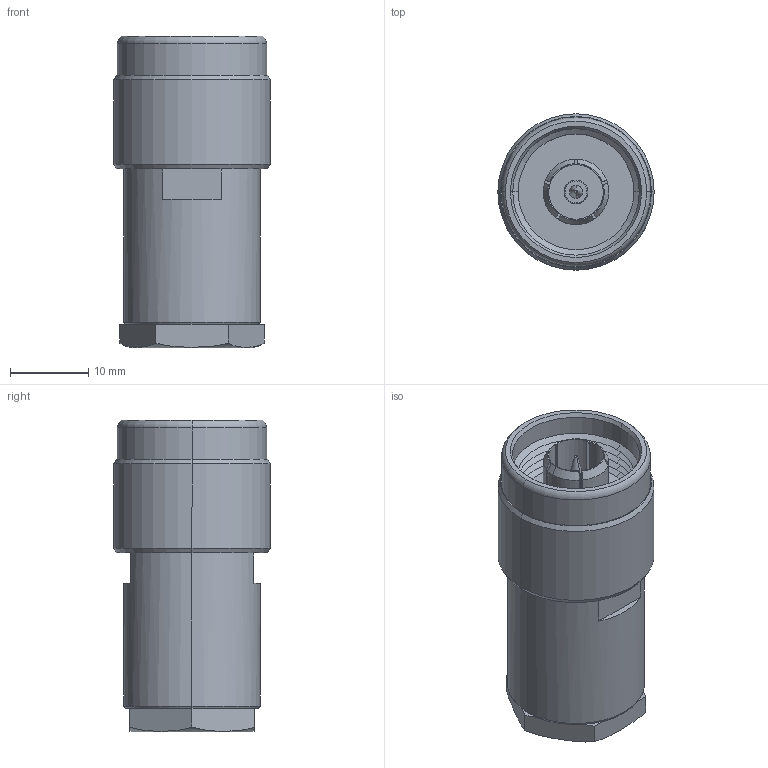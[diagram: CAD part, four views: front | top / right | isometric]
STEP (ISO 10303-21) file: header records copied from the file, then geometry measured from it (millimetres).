
FILE_DESCRIPTION (( 'STEP AP203' ), '1' );
FILE_NAME ('ANM-2400.STEP', '2014-06-18T13:34:31', ( 'x' ), ( '' ), 'SwSTEP 2.0', 'SolidWorks 2014', '' );
FILE_SCHEMA (( 'CONFIG_CONTROL_DESIGN' ));
Length unit declared in the file: inch
Products named in the file (8): ANM-2400; ANM-2400-MA3; ANM-2400-MA4; ANM-2400-MA8; ANM-2400-MA6; ANM-2400-MA2; ANM-2400-MA7; ANM-2400-MA5
Assembly tree (7 placements, depth 2):
  ANM-2400
    ANM-2400-MA3
    ANM-2400-MA4
    ANM-2400-MA8
    ANM-2400-MA6
    ANM-2400-MA2
    ANM-2400-MA7
    ANM-2400-MA5
Bounding box: 20 x 20 x 39.9 mm (x, y, z)
Volume: 6930.7 mm3; surface area: 7730.1 mm2
Topology: 7 solids, 7 shells, 227 faces, 494 edges, 291 vertices
Faces by surface type: cone 96, cylinder 69, plane 54, torus 6, sphere 2
Entity records: 7171 total; most frequent: CARTESIAN_POINT 1201, DIRECTION 1186, ORIENTED_EDGE 984, EDGE_CURVE 492, AXIS2_PLACEMENT_3D 483, VERTEX_POINT 291, EDGE_LOOP 255, CIRCLE 246
